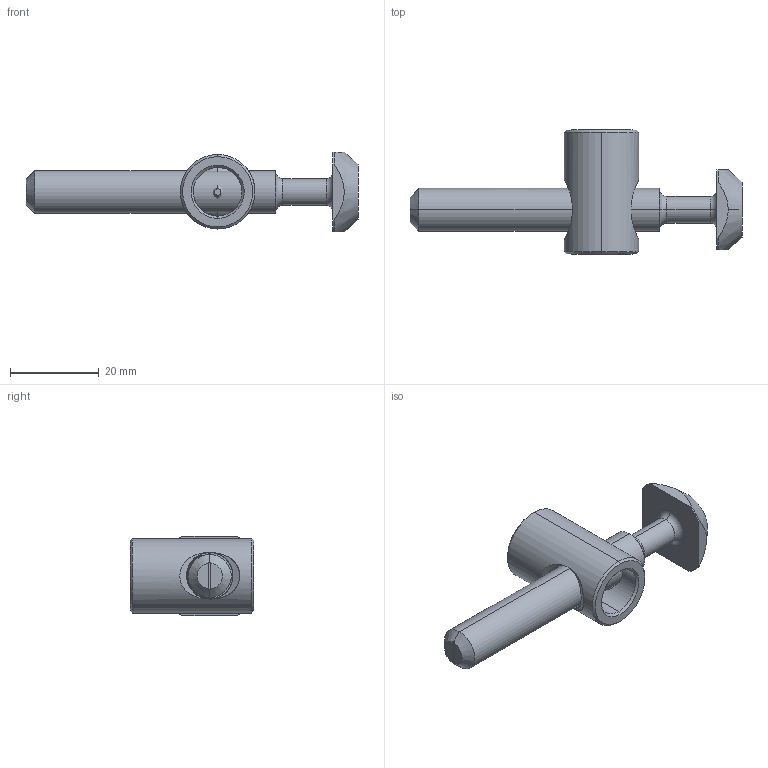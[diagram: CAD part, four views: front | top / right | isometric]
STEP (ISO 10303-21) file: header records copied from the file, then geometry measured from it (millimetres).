
FILE_DESCRIPTION (( 'STEP AP214' ), '1' );
FILE_NAME ('302.2800A.01 (â ñáîðå).STEP', '2025-08-06T08:37:36', ( '' ), ( '' ), 'SwSTEP 2.0', 'SolidWorks 2021', '' );
FILE_SCHEMA (( 'AUTOMOTIVE_DESIGN' ));
Length unit declared in the file: millimetre
Products named in the file (4): 302.2800A.01 - 嚦歑緪薤1; 302.2800A.01 - 睯艜1; 302.2800A.01 (â ñáîðå); 302.2800A.01 - 碞鵻罻1
Assembly tree (3 placements, depth 2):
  302.2800A.01 (â ñáîðå)
    302.2800A.01 - 睯艜1
    302.2800A.01 - 碞鵻罻1
    302.2800A.01 - 嚦歑緪薤1
Bounding box: 75 x 28 x 18 mm (x, y, z)
Volume: 9453.6 mm3; surface area: 6515.1 mm2
Topology: 3 solids, 3 shells, 182 faces, 499 edges, 321 vertices
Faces by surface type: cylinder 95, plane 33, bspline 30, cone 20, torus 4
Entity records: 22910 total; most frequent: CARTESIAN_POINT 18941, ORIENTED_EDGE 990, DIRECTION 600, EDGE_CURVE 495, VERTEX_POINT 321, AXIS2_PLACEMENT_3D 230, EDGE_LOOP 190, FACE_OUTER_BOUND 182
